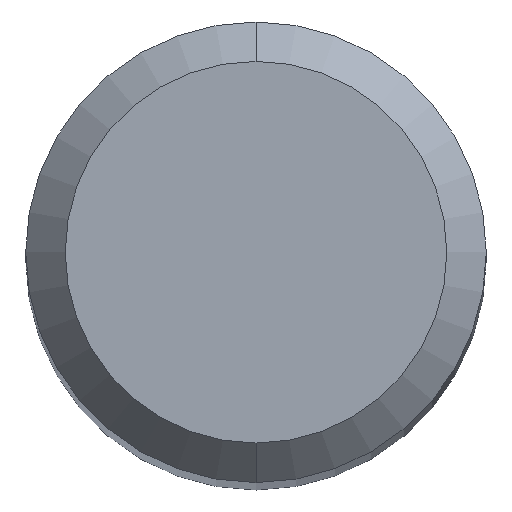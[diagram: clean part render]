
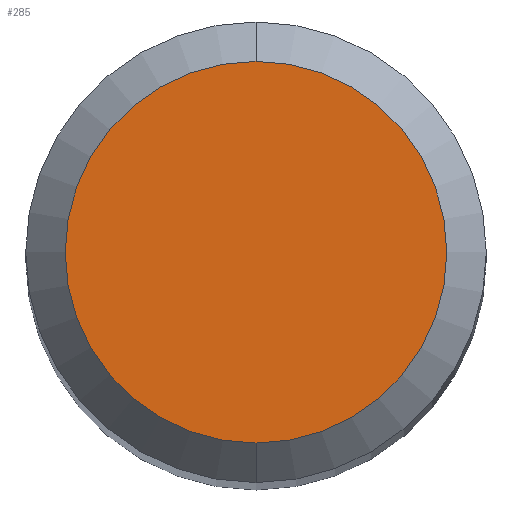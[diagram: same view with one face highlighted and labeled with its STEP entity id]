
A CAD part, top view. The second image highlights one B-rep face of the part: STEP entity #285.
In plain terms, the highlighted planar face has unit normal (0, 0, 1).
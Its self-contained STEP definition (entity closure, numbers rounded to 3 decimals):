
#173=EDGE_CURVE('',#211,#343,#410,.T.);
#189=EDGE_CURVE('',#343,#211,#427,.T.);
#211=VERTEX_POINT('',#452);
#285=ADVANCED_FACE('',(#538),#539,.T.);
#343=VERTEX_POINT('',#602);
#410=CIRCLE('',#671,1.45);
#427=CIRCLE('',#694,1.45);
#452=CARTESIAN_POINT('',(0.,-1.45,0.0));
#538=FACE_OUTER_BOUND('',#831,.T.);
#539=PLANE('',#832);
#602=CARTESIAN_POINT('',(0.0,1.45,0.0));
#671=AXIS2_PLACEMENT_3D('',#994,#995,#996);
#694=AXIS2_PLACEMENT_3D('',#1010,#1011,#1012);
#831=EDGE_LOOP('',(#1158,#1159));
#832=AXIS2_PLACEMENT_3D('',#1160,#1161,#1162);
#994=CARTESIAN_POINT('',(0.0,0.0,0.0));
#995=DIRECTION('',(0.0,0.0,-1.0));
#996=DIRECTION('',(0.0,1.0,0.0));
#1010=CARTESIAN_POINT('',(0.0,0.0,0.0));
#1011=DIRECTION('',(0.0,0.0,-1.0));
#1012=DIRECTION('',(0.0,1.0,0.0));
#1158=ORIENTED_EDGE('',*,*,#189,.F.);
#1159=ORIENTED_EDGE('',*,*,#173,.F.);
#1160=CARTESIAN_POINT('',(0.0,0.725,0.0));
#1161=DIRECTION('',(-0.0,0.0,1.0));
#1162=DIRECTION('',(0.0,-1.0,0.0));
